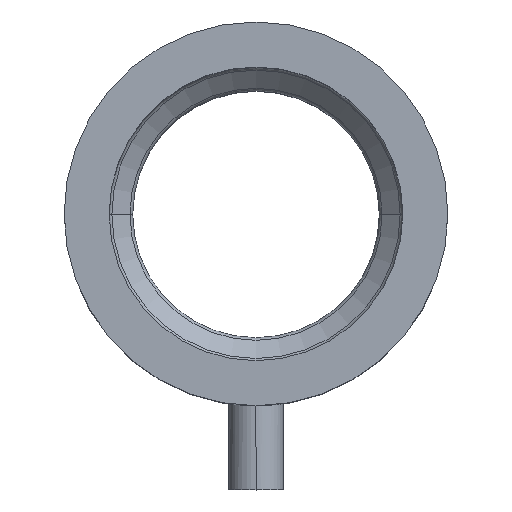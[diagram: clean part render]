
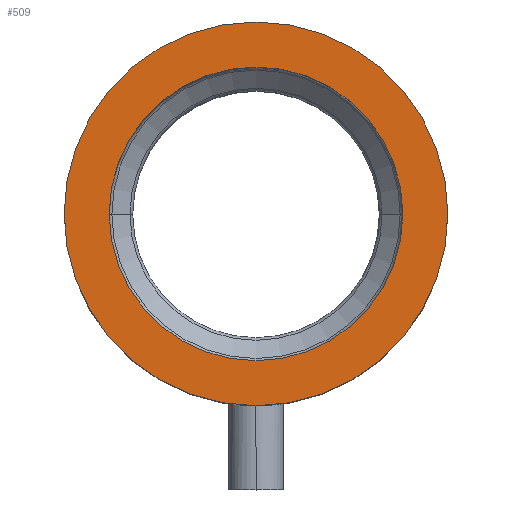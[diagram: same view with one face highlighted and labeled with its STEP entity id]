
A CAD part, top view. The second image highlights one B-rep face of the part: STEP entity #509.
In plain terms, the highlighted planar face has unit normal (0, 0, 1).
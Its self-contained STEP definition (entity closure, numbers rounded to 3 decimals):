
#15 = CARTESIAN_POINT ( 'NONE',  ( 49., 0., 64.625 ) ) ;
#68 = CIRCLE ( 'NONE', #229, 49. ) ;
#74 = CARTESIAN_POINT ( 'NONE',  ( 0., 0., 64.625 ) ) ;
#95 = FACE_BOUND ( 'NONE', #1121, .T. ) ;
#111 = VERTEX_POINT ( 'NONE', #1033 ) ;
#181 = ORIENTED_EDGE ( 'NONE', *, *, #856, .T. ) ;
#184 = CARTESIAN_POINT ( 'NONE',  ( -37.5, 0., 64.625 ) ) ;
#208 = AXIS2_PLACEMENT_3D ( 'NONE', #1058, #956, #771 ) ;
#229 = AXIS2_PLACEMENT_3D ( 'NONE', #74, #753, #1078 ) ;
#285 = PLANE ( 'NONE',  #208 ) ;
#311 = VERTEX_POINT ( 'NONE', #811 ) ;
#324 = CARTESIAN_POINT ( 'NONE',  ( 0., 0., 64.625 ) ) ;
#399 = CIRCLE ( 'NONE', #596, 49. ) ;
#413 = DIRECTION ( 'NONE',  ( 0., 0., -1. ) ) ;
#478 = CIRCLE ( 'NONE', #1199, 37.5 ) ;
#486 = FACE_OUTER_BOUND ( 'NONE', #1221, .T. ) ;
#509 = ADVANCED_FACE ( 'NONE', ( #95, #486 ), #285, .T. ) ;
#548 = VERTEX_POINT ( 'NONE', #184 ) ;
#562 = EDGE_CURVE ( 'NONE', #111, #1116, #68, .T. ) ;
#596 = AXIS2_PLACEMENT_3D ( 'NONE', #324, #413, #794 ) ;
#628 = ORIENTED_EDGE ( 'NONE', *, *, #652, .F. ) ;
#652 = EDGE_CURVE ( 'NONE', #1116, #111, #399, .T. ) ;
#733 = ORIENTED_EDGE ( 'NONE', *, *, #562, .F. ) ;
#753 = DIRECTION ( 'NONE',  ( 0., 0., -1. ) ) ;
#771 = DIRECTION ( 'NONE',  ( 1., 0., 0. ) ) ;
#794 = DIRECTION ( 'NONE',  ( -1., 0., 0. ) ) ;
#803 = AXIS2_PLACEMENT_3D ( 'NONE', #1043, #1025, #926 ) ;
#811 = CARTESIAN_POINT ( 'NONE',  ( 37.5, 0., 64.625 ) ) ;
#845 = CIRCLE ( 'NONE', #803, 37.5 ) ;
#856 = EDGE_CURVE ( 'NONE', #548, #311, #478, .T. ) ;
#887 = ORIENTED_EDGE ( 'NONE', *, *, #1254, .T. ) ;
#926 = DIRECTION ( 'NONE',  ( -1., 0., 0. ) ) ;
#956 = DIRECTION ( 'NONE',  ( 0., 0., 1. ) ) ;
#983 = DIRECTION ( 'NONE',  ( 0., 0., -1. ) ) ;
#1025 = DIRECTION ( 'NONE',  ( 0., 0., -1. ) ) ;
#1033 = CARTESIAN_POINT ( 'NONE',  ( -49., 0., 64.625 ) ) ;
#1043 = CARTESIAN_POINT ( 'NONE',  ( 0., 0., 64.625 ) ) ;
#1058 = CARTESIAN_POINT ( 'NONE',  ( -37.5, 0., 64.625 ) ) ;
#1078 = DIRECTION ( 'NONE',  ( -1., 0., 0. ) ) ;
#1116 = VERTEX_POINT ( 'NONE', #15 ) ;
#1121 = EDGE_LOOP ( 'NONE', ( #181, #887 ) ) ;
#1199 = AXIS2_PLACEMENT_3D ( 'NONE', #1272, #983, #1249 ) ;
#1221 = EDGE_LOOP ( 'NONE', ( #733, #628 ) ) ;
#1249 = DIRECTION ( 'NONE',  ( -1., 0., 0. ) ) ;
#1254 = EDGE_CURVE ( 'NONE', #311, #548, #845, .T. ) ;
#1272 = CARTESIAN_POINT ( 'NONE',  ( 0., 0., 64.625 ) ) ;
